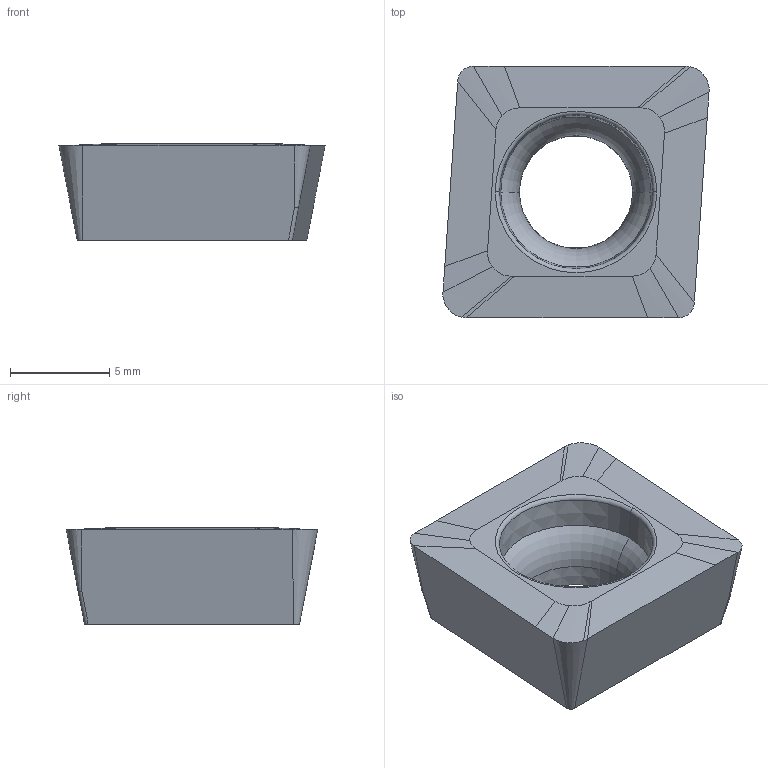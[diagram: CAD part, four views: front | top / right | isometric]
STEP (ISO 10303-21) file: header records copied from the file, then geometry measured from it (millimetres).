
FILE_DESCRIPTION((''),'2;1');
FILE_NAME('MPMX120412-WH','2015-12-17T',('tlyi02'),('PTC Japan'),'PRO/ENGINEER BY PARAMETRIC TECHNOLOGY CORPORATION, 2014310','PRO/ENGINEER BY PARAMETRIC TECHNOLOGY CORPORATION, 2014310','');
FILE_SCHEMA(('AUTOMOTIVE_DESIGN { 1 0 10303 214 1 1 1 1 }'));
Length unit declared in the file: millimetre
Products named in the file (1): MPMX120412-WH
Bounding box: 13.44 x 12.7 x 4.86 mm (x, y, z)
Volume: 499.6 mm3; surface area: 533.6 mm2
Topology: 1 solids, 1 shells, 37 faces, 88 edges, 54 vertices
Faces by surface type: plane 11, bspline 10, cone 10, torus 4, cylinder 2
Entity records: 1679 total; most frequent: CARTESIAN_POINT 461, DIRECTION 176, ORIENTED_EDGE 176, PRESENTATION_STYLE_ASSIGNMENT 90, STYLED_ITEM 90, CURVE_STYLE 89, EDGE_CURVE 88, AXIS2_PLACEMENT_3D 63
